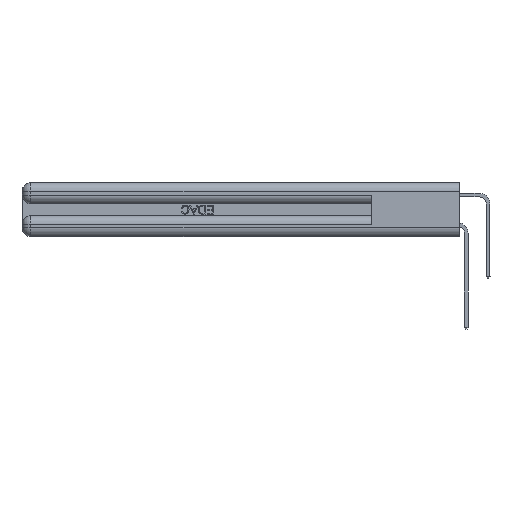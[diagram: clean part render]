
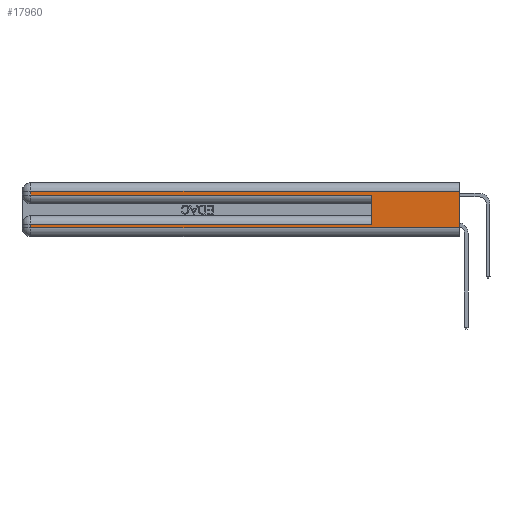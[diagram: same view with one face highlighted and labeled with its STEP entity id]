
A CAD part, left-side view. The second image highlights one B-rep face of the part: STEP entity #17960.
In plain terms, the highlighted planar face has unit normal (-1, 0, 0).
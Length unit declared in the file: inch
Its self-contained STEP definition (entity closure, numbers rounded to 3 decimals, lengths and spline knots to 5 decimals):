
#755 = VERTEX_POINT ( 'NONE', #28897 ) ;
#1914 = EDGE_CURVE ( 'NONE', #25496, #10489, #38031, .T. ) ;
#2090 = DIRECTION ( 'NONE',  ( 0., -1., 0. ) ) ;
#2108 = DIRECTION ( 'NONE',  ( 0., 0., -1. ) ) ;
#2489 = VECTOR ( 'NONE', #39476, 39.37008 ) ;
#2881 = FACE_OUTER_BOUND ( 'NONE', #15859, .T. ) ;
#3327 = CARTESIAN_POINT ( 'NONE',  ( 0., 2.94, 0.37 ) ) ;
#4080 = CARTESIAN_POINT ( 'NONE',  ( 0., 0., 0.06 ) ) ;
#4206 = PLANE ( 'NONE',  #32556 ) ;
#4909 = VERTEX_POINT ( 'NONE', #26108 ) ;
#5212 = LINE ( 'NONE', #41657, #27940 ) ;
#5290 = ORIENTED_EDGE ( 'NONE', *, *, #1914, .T. ) ;
#7944 = LINE ( 'NONE', #46767, #32531 ) ;
#9096 = CARTESIAN_POINT ( 'NONE',  ( 0., 0.6, 0.285 ) ) ;
#9876 = EDGE_CURVE ( 'NONE', #50182, #4909, #42296, .T. ) ;
#10026 = CARTESIAN_POINT ( 'NONE',  ( 0., 2.94, 0.285 ) ) ;
#10489 = VERTEX_POINT ( 'NONE', #10026 ) ;
#13156 = VECTOR ( 'NONE', #2090, 39.37008 ) ;
#13818 = EDGE_CURVE ( 'NONE', #22468, #45716, #34288, .T. ) ;
#14381 = ORIENTED_EDGE ( 'NONE', *, *, #36699, .T. ) ;
#15077 = DIRECTION ( 'NONE',  ( 0., 0., 1. ) ) ;
#15859 = EDGE_LOOP ( 'NONE', ( #17130, #48186, #5290, #36761, #19095, #17067, #14381, #38522 ) ) ;
#17067 = ORIENTED_EDGE ( 'NONE', *, *, #13818, .T. ) ;
#17130 = ORIENTED_EDGE ( 'NONE', *, *, #9876, .F. ) ;
#17960 = ADVANCED_FACE ( 'NONE', ( #2881 ), #4206, .F. ) ;
#19095 = ORIENTED_EDGE ( 'NONE', *, *, #27463, .F. ) ;
#22449 = DIRECTION ( 'NONE',  ( 0., 0., -1. ) ) ;
#22468 = VERTEX_POINT ( 'NONE', #29700 ) ;
#22604 = CARTESIAN_POINT ( 'NONE',  ( 0., 2.94, 0.31 ) ) ;
#22735 = DIRECTION ( 'NONE',  ( 0., 1., 0. ) ) ;
#23242 = CARTESIAN_POINT ( 'NONE',  ( 0., 0., 0.31 ) ) ;
#23277 = VECTOR ( 'NONE', #31996, 39.37008 ) ;
#24701 = LINE ( 'NONE', #4080, #2489 ) ;
#24782 = VERTEX_POINT ( 'NONE', #9096 ) ;
#25496 = VERTEX_POINT ( 'NONE', #22604 ) ;
#25979 = VECTOR ( 'NONE', #22735, 39.37008 ) ;
#26108 = CARTESIAN_POINT ( 'NONE',  ( 0., 0., 0.06 ) ) ;
#27463 = EDGE_CURVE ( 'NONE', #22468, #24782, #7944, .T. ) ;
#27940 = VECTOR ( 'NONE', #22449, 39.37008 ) ;
#28495 = LINE ( 'NONE', #41421, #13156 ) ;
#28897 = CARTESIAN_POINT ( 'NONE',  ( 0., 2.94, 0.06 ) ) ;
#29159 = CARTESIAN_POINT ( 'NONE',  ( 0., 0., 0.31 ) ) ;
#29559 = CARTESIAN_POINT ( 'NONE',  ( 0., 2.94, 0.085 ) ) ;
#29700 = CARTESIAN_POINT ( 'NONE',  ( 0., 0.6, 0.085 ) ) ;
#30886 = LINE ( 'NONE', #23242, #25979 ) ;
#31863 = CARTESIAN_POINT ( 'NONE',  ( 0., 0., 0.37 ) ) ;
#31996 = DIRECTION ( 'NONE',  ( 0., 1., 0. ) ) ;
#32531 = VECTOR ( 'NONE', #15077, 39.37008 ) ;
#32556 = AXIS2_PLACEMENT_3D ( 'NONE', #31863, #39250, #35459 ) ;
#33080 = CARTESIAN_POINT ( 'NONE',  ( 0., 0., 0.37 ) ) ;
#34288 = LINE ( 'NONE', #35590, #23277 ) ;
#35456 = DIRECTION ( 'NONE',  ( 0., 0., -1. ) ) ;
#35459 = DIRECTION ( 'NONE',  ( 0., 0., -1. ) ) ;
#35590 = CARTESIAN_POINT ( 'NONE',  ( 0., 0., 0.085 ) ) ;
#36173 = VECTOR ( 'NONE', #2108, 39.37008 ) ;
#36699 = EDGE_CURVE ( 'NONE', #45716, #755, #5212, .T. ) ;
#36761 = ORIENTED_EDGE ( 'NONE', *, *, #37206, .T. ) ;
#37206 = EDGE_CURVE ( 'NONE', #10489, #24782, #28495, .T. ) ;
#37583 = EDGE_CURVE ( 'NONE', #50182, #25496, #30886, .T. ) ;
#38031 = LINE ( 'NONE', #3327, #42299 ) ;
#38522 = ORIENTED_EDGE ( 'NONE', *, *, #40860, .T. ) ;
#39250 = DIRECTION ( 'NONE',  ( 1., 0., 0. ) ) ;
#39476 = DIRECTION ( 'NONE',  ( 0., -1., 0. ) ) ;
#40860 = EDGE_CURVE ( 'NONE', #755, #4909, #24701, .T. ) ;
#41421 = CARTESIAN_POINT ( 'NONE',  ( 0., 0., 0.285 ) ) ;
#41657 = CARTESIAN_POINT ( 'NONE',  ( 0., 2.94, 0.37 ) ) ;
#42296 = LINE ( 'NONE', #33080, #36173 ) ;
#42299 = VECTOR ( 'NONE', #35456, 39.37008 ) ;
#45716 = VERTEX_POINT ( 'NONE', #29559 ) ;
#46767 = CARTESIAN_POINT ( 'NONE',  ( 0., 0.6, 0.145 ) ) ;
#48186 = ORIENTED_EDGE ( 'NONE', *, *, #37583, .T. ) ;
#50182 = VERTEX_POINT ( 'NONE', #29159 ) ;
